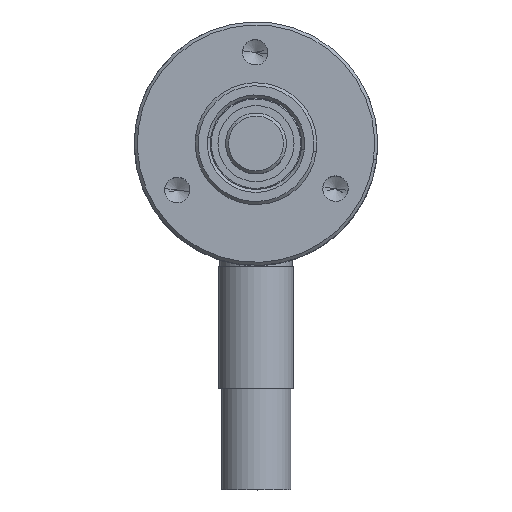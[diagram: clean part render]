
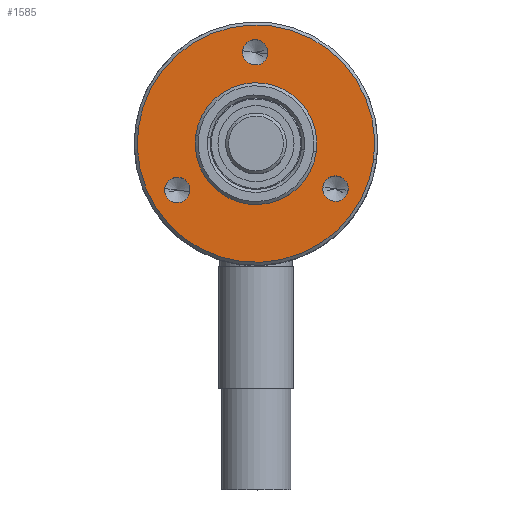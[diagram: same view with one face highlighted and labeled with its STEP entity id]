
A CAD part, top view. The second image highlights one B-rep face of the part: STEP entity #1585.
In plain terms, the highlighted planar face has unit normal (0, 0, 1).
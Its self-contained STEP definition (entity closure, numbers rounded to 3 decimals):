
#8 = ORIENTED_EDGE ( 'NONE', *, *, #1614, .F. ) ;
#48 = VERTEX_POINT ( 'NONE', #1241 ) ;
#51 = FACE_BOUND ( 'NONE', #809, .T. ) ;
#112 = CIRCLE ( 'NONE', #961, 1.25 ) ;
#152 = DIRECTION ( 'NONE',  ( 0., 0., -1. ) ) ;
#199 = CARTESIAN_POINT ( 'NONE',  ( -7.755, -4.568, 3.2 ) ) ;
#214 = CIRCLE ( 'NONE', #1343, 11.7 ) ;
#218 = EDGE_LOOP ( 'NONE', ( #8, #1772 ) ) ;
#236 = DIRECTION ( 'NONE',  ( 0., 0., 1. ) ) ;
#312 = CIRCLE ( 'NONE', #706, 1.25 ) ;
#320 = EDGE_CURVE ( 'NONE', #48, #726, #214, .T. ) ;
#333 = DIRECTION ( 'NONE',  ( 0.991, -0.131, 0. ) ) ;
#345 = FACE_OUTER_BOUND ( 'NONE', #1521, .T. ) ;
#353 = VERTEX_POINT ( 'NONE', #401 ) ;
#377 = VERTEX_POINT ( 'NONE', #970 ) ;
#401 = CARTESIAN_POINT ( 'NONE',  ( -1.318, 9.163, 3.2 ) ) ;
#404 = FACE_BOUND ( 'NONE', #218, .T. ) ;
#441 = CARTESIAN_POINT ( 'NONE',  ( -5.949, 0.783, 3.2 ) ) ;
#443 = CARTESIAN_POINT ( 'NONE',  ( -7.755, -4.568, 3.2 ) ) ;
#466 = AXIS2_PLACEMENT_3D ( 'NONE', #199, #1454, #522 ) ;
#473 = EDGE_LOOP ( 'NONE', ( #700, #957 ) ) ;
#483 = ORIENTED_EDGE ( 'NONE', *, *, #1742, .F. ) ;
#487 = AXIS2_PLACEMENT_3D ( 'NONE', #969, #1911, #821 ) ;
#490 = CARTESIAN_POINT ( 'NONE',  ( -0.079, 9., 3.2 ) ) ;
#514 = DIRECTION ( 'NONE',  ( -0.991, 0.131, 0. ) ) ;
#522 = DIRECTION ( 'NONE',  ( 0.991, -0.131, 0. ) ) ;
#533 = AXIS2_PLACEMENT_3D ( 'NONE', #2342, #1043, #1190 ) ;
#579 = CARTESIAN_POINT ( 'NONE',  ( -11.6, 1.527, 3.2 ) ) ;
#606 = EDGE_CURVE ( 'NONE', #377, #1883, #1095, .T. ) ;
#690 = CIRCLE ( 'NONE', #1199, 11.7 ) ;
#694 = DIRECTION ( 'NONE',  ( 0., 0., 1. ) ) ;
#700 = ORIENTED_EDGE ( 'NONE', *, *, #1760, .F. ) ;
#706 = AXIS2_PLACEMENT_3D ( 'NONE', #490, #694, #333 ) ;
#720 = VERTEX_POINT ( 'NONE', #944 ) ;
#726 = VERTEX_POINT ( 'NONE', #579 ) ;
#777 = DIRECTION ( 'NONE',  ( -0.991, 0.131, 0. ) ) ;
#809 = EDGE_LOOP ( 'NONE', ( #1829, #2240 ) ) ;
#821 = DIRECTION ( 'NONE',  ( 0.991, -0.131, 0. ) ) ;
#879 = CIRCLE ( 'NONE', #2353, 6. ) ;
#894 = AXIS2_PLACEMENT_3D ( 'NONE', #1939, #152, #514 ) ;
#944 = CARTESIAN_POINT ( 'NONE',  ( 9.073, -4.595, 3.2 ) ) ;
#957 = ORIENTED_EDGE ( 'NONE', *, *, #2366, .F. ) ;
#961 = AXIS2_PLACEMENT_3D ( 'NONE', #1793, #1081, #2164 ) ;
#969 = CARTESIAN_POINT ( 'NONE',  ( 7.833, -4.432, 3.2 ) ) ;
#970 = CARTESIAN_POINT ( 'NONE',  ( -6.515, -4.731, 3.2 ) ) ;
#989 = DIRECTION ( 'NONE',  ( 0., 0., 1. ) ) ;
#1010 = CIRCLE ( 'NONE', #466, 1.25 ) ;
#1043 = DIRECTION ( 'NONE',  ( 0., 0., 1. ) ) ;
#1044 = VERTEX_POINT ( 'NONE', #2105 ) ;
#1081 = DIRECTION ( 'NONE',  ( 0., 0., 1. ) ) ;
#1095 = CIRCLE ( 'NONE', #2225, 1.25 ) ;
#1129 = EDGE_CURVE ( 'NONE', #720, #1803, #1509, .T. ) ;
#1131 = CARTESIAN_POINT ( 'NONE',  ( 0., 0., 3.2 ) ) ;
#1142 = DIRECTION ( 'NONE',  ( 0.991, -0.131, 0. ) ) ;
#1190 = DIRECTION ( 'NONE',  ( 0.991, -0.131, 0. ) ) ;
#1199 = AXIS2_PLACEMENT_3D ( 'NONE', #1131, #236, #1498 ) ;
#1241 = CARTESIAN_POINT ( 'NONE',  ( 11.6, -1.527, 3.2 ) ) ;
#1257 = CIRCLE ( 'NONE', #533, 1.25 ) ;
#1264 = CARTESIAN_POINT ( 'NONE',  ( 0., 0., 3.2 ) ) ;
#1304 = AXIS2_PLACEMENT_3D ( 'NONE', #1544, #989, #1142 ) ;
#1343 = AXIS2_PLACEMENT_3D ( 'NONE', #1679, #1877, #777 ) ;
#1351 = DIRECTION ( 'NONE',  ( 0.991, -0.131, 0. ) ) ;
#1454 = DIRECTION ( 'NONE',  ( 0., 0., 1. ) ) ;
#1463 = EDGE_CURVE ( 'NONE', #353, #1044, #312, .T. ) ;
#1493 = EDGE_CURVE ( 'NONE', #1803, #720, #1257, .T. ) ;
#1498 = DIRECTION ( 'NONE',  ( -0.991, 0.131, 0. ) ) ;
#1509 = CIRCLE ( 'NONE', #487, 1.25 ) ;
#1521 = EDGE_LOOP ( 'NONE', ( #2176, #2002 ) ) ;
#1544 = CARTESIAN_POINT ( 'NONE',  ( 0., 0., 3.2 ) ) ;
#1545 = DIRECTION ( 'NONE',  ( 0., 0., 1. ) ) ;
#1585 = ADVANCED_FACE ( 'NONE', ( #404, #2193, #51, #345, #2341 ), #2324, .F. ) ;
#1614 = EDGE_CURVE ( 'NONE', #1044, #353, #112, .T. ) ;
#1671 = CARTESIAN_POINT ( 'NONE',  ( -8.994, -4.405, 3.2 ) ) ;
#1679 = CARTESIAN_POINT ( 'NONE',  ( 0., 0., 3.2 ) ) ;
#1742 = EDGE_CURVE ( 'NONE', #1883, #377, #1010, .T. ) ;
#1760 = EDGE_CURVE ( 'NONE', #2040, #2349, #879, .T. ) ;
#1772 = ORIENTED_EDGE ( 'NONE', *, *, #1463, .F. ) ;
#1793 = CARTESIAN_POINT ( 'NONE',  ( -0.079, 9., 3.2 ) ) ;
#1803 = VERTEX_POINT ( 'NONE', #2033 ) ;
#1810 = ORIENTED_EDGE ( 'NONE', *, *, #606, .F. ) ;
#1822 = DIRECTION ( 'NONE',  ( 0., 0., 1. ) ) ;
#1829 = ORIENTED_EDGE ( 'NONE', *, *, #1129, .F. ) ;
#1877 = DIRECTION ( 'NONE',  ( 0., 0., 1. ) ) ;
#1883 = VERTEX_POINT ( 'NONE', #1671 ) ;
#1911 = DIRECTION ( 'NONE',  ( 0., 0., 1. ) ) ;
#1939 = CARTESIAN_POINT ( 'NONE',  ( 0.783, 5.949, 3.2 ) ) ;
#2002 = ORIENTED_EDGE ( 'NONE', *, *, #320, .T. ) ;
#2018 = DIRECTION ( 'NONE',  ( 0.991, -0.131, 0. ) ) ;
#2024 = EDGE_LOOP ( 'NONE', ( #1810, #483 ) ) ;
#2033 = CARTESIAN_POINT ( 'NONE',  ( 6.594, -4.269, 3.2 ) ) ;
#2040 = VERTEX_POINT ( 'NONE', #2072 ) ;
#2044 = CIRCLE ( 'NONE', #1304, 6. ) ;
#2072 = CARTESIAN_POINT ( 'NONE',  ( 5.949, -0.783, 3.2 ) ) ;
#2089 = EDGE_CURVE ( 'NONE', #726, #48, #690, .T. ) ;
#2105 = CARTESIAN_POINT ( 'NONE',  ( 1.161, 8.836, 3.2 ) ) ;
#2164 = DIRECTION ( 'NONE',  ( 0.991, -0.131, 0. ) ) ;
#2176 = ORIENTED_EDGE ( 'NONE', *, *, #2089, .T. ) ;
#2193 = FACE_BOUND ( 'NONE', #2024, .T. ) ;
#2225 = AXIS2_PLACEMENT_3D ( 'NONE', #443, #1545, #1351 ) ;
#2240 = ORIENTED_EDGE ( 'NONE', *, *, #1493, .F. ) ;
#2324 = PLANE ( 'NONE',  #894 ) ;
#2341 = FACE_BOUND ( 'NONE', #473, .T. ) ;
#2342 = CARTESIAN_POINT ( 'NONE',  ( 7.833, -4.432, 3.2 ) ) ;
#2349 = VERTEX_POINT ( 'NONE', #441 ) ;
#2353 = AXIS2_PLACEMENT_3D ( 'NONE', #1264, #1822, #2018 ) ;
#2366 = EDGE_CURVE ( 'NONE', #2349, #2040, #2044, .T. ) ;
